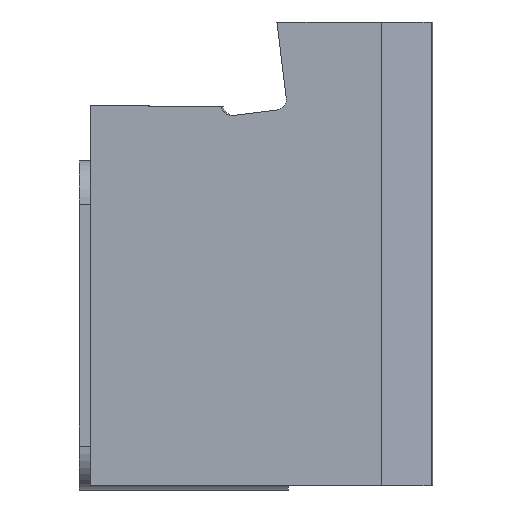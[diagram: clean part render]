
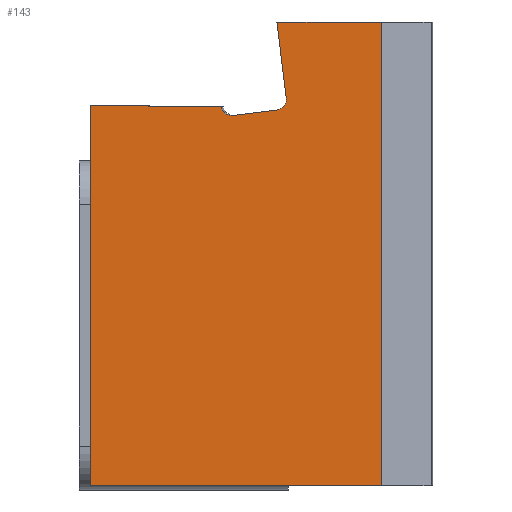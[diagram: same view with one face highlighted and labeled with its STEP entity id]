
A CAD part, left-side view. The second image highlights one B-rep face of the part: STEP entity #143.
In plain terms, the highlighted planar face has unit normal (-1, 0, 0).
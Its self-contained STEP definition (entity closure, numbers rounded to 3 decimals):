
#113=ELLIPSE('',#659,1.,1.);
#114=ELLIPSE('',#663,1.,1.);
#143=ADVANCED_FACE('',(#189),#167,.T.);
#167=PLANE('',#672);
#189=FACE_OUTER_BOUND('',#213,.T.);
#213=EDGE_LOOP('',(#300,#301,#302,#303,#304,#305,#306,#307,#308));
#300=ORIENTED_EDGE('',*,*,#431,.F.);
#301=ORIENTED_EDGE('',*,*,#444,.T.);
#302=ORIENTED_EDGE('',*,*,#411,.F.);
#303=ORIENTED_EDGE('',*,*,#452,.T.);
#304=ORIENTED_EDGE('',*,*,#421,.F.);
#305=ORIENTED_EDGE('',*,*,#434,.T.);
#306=ORIENTED_EDGE('',*,*,#437,.T.);
#307=ORIENTED_EDGE('',*,*,#427,.F.);
#308=ORIENTED_EDGE('',*,*,#440,.T.);
#365=VERTEX_POINT('',#867);
#366=VERTEX_POINT('',#868);
#375=VERTEX_POINT('',#887);
#376=VERTEX_POINT('',#889);
#379=VERTEX_POINT('',#899);
#380=VERTEX_POINT('',#901);
#383=VERTEX_POINT('',#908);
#384=VERTEX_POINT('',#910);
#386=VERTEX_POINT('',#916);
#411=EDGE_CURVE('',#365,#366,#479,.T.);
#421=EDGE_CURVE('',#375,#376,#489,.T.);
#427=EDGE_CURVE('',#379,#380,#494,.T.);
#431=EDGE_CURVE('',#383,#384,#498,.T.);
#434=EDGE_CURVE('',#375,#386,#501,.T.);
#437=EDGE_CURVE('',#386,#380,#113,.T.);
#440=EDGE_CURVE('',#379,#384,#114,.T.);
#444=EDGE_CURVE('',#383,#366,#507,.T.);
#452=EDGE_CURVE('',#365,#376,#514,.T.);
#479=LINE('',#866,#531);
#489=LINE('',#888,#541);
#494=LINE('',#900,#546);
#498=LINE('',#909,#550);
#501=LINE('',#915,#553);
#507=LINE('',#933,#559);
#514=LINE('',#949,#566);
#531=VECTOR('',#709,1.);
#541=VECTOR('',#721,1.);
#546=VECTOR('',#732,1.);
#550=VECTOR('',#738,1.);
#553=VECTOR('',#743,1.);
#559=VECTOR('',#765,1.);
#566=VECTOR('',#784,1.);
#659=AXIS2_PLACEMENT_3D('',#921,#748,#749);
#663=AXIS2_PLACEMENT_3D('',#925,#756,#757);
#672=AXIS2_PLACEMENT_3D('',#950,#785,#786);
#709=DIRECTION('',(0.,1.,0.));
#721=DIRECTION('',(0.,-1.,0.));
#732=DIRECTION('',(0.,-0.993,0.122));
#738=DIRECTION('',(0.,-1.,-0.009));
#743=DIRECTION('',(0.,-0.122,-0.993));
#748=DIRECTION('',(1.,0.,0.));
#749=DIRECTION('',(0.,-1.,0.));
#756=DIRECTION('',(1.,0.,0.));
#757=DIRECTION('',(0.,-1.,0.));
#765=DIRECTION('',(0.,0.,-1.));
#784=DIRECTION('',(0.,0.,1.));
#785=DIRECTION('',(-1.,0.,0.));
#786=DIRECTION('',(0.,1.,0.));
#866=CARTESIAN_POINT('',(0.,-0.096,-34.6));
#867=CARTESIAN_POINT('',(0.,4.5,-34.6));
#868=CARTESIAN_POINT('',(0.,31.001,-34.6));
#887=CARTESIAN_POINT('',(0.,14.001,7.6));
#888=CARTESIAN_POINT('',(0.,-0.096,7.6));
#889=CARTESIAN_POINT('',(0.,4.5,7.6));
#899=CARTESIAN_POINT('',(0.,17.996,-0.91));
#900=CARTESIAN_POINT('',(0.,13.035,-0.301));
#901=CARTESIAN_POINT('',(0.,14.023,-0.422));
#908=CARTESIAN_POINT('',(0.,31.001,0.));
#909=CARTESIAN_POINT('',(0.,30.648,-0.003));
#910=CARTESIAN_POINT('',(0.,19.1,-0.104));
#915=CARTESIAN_POINT('',(0.,13.031,-0.299));
#916=CARTESIAN_POINT('',(0.,13.152,0.693));
#921=CARTESIAN_POINT('',(0.,14.145,0.571));
#925=CARTESIAN_POINT('',(0.,18.117,0.083));
#933=CARTESIAN_POINT('',(0.,31.001,-13.5));
#949=CARTESIAN_POINT('',(0.,4.5,-40.43));
#950=CARTESIAN_POINT('',(0.,31.001,-40.43));
